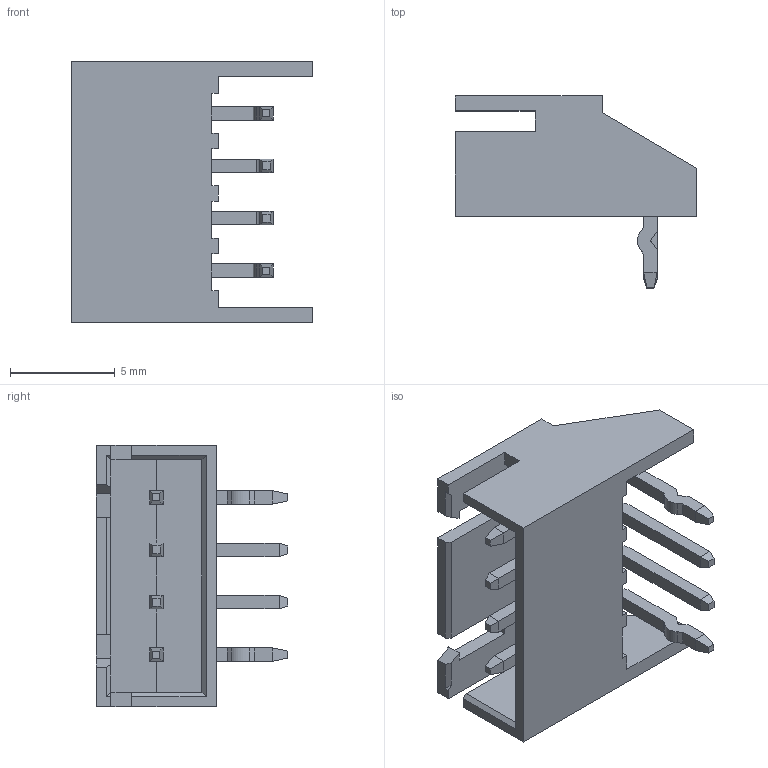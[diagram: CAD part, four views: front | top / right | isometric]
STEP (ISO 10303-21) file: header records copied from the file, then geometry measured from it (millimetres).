
FILE_DESCRIPTION((''),'2;1');
FILE_NAME('2317RJ-04_ASM','2020-12-02T15:16:27',('Acer'),(''),'CREO PARAMETRIC BY PTC INC, 2018100','CREO PARAMETRIC BY PTC INC, 2018100','');
FILE_SCHEMA(('CONFIG_CONTROL_DESIGN'));
Length unit declared in the file: millimetre
Products named in the file (4): 801-2317RJ-04; 802-0_5-K; 802-0_5-1; 2317RJ-04_ASM
Assembly tree (5 placements, depth 2):
  2317RJ-04_ASM
    801-2317RJ-04
    802-0_5-K  x2
    802-0_5-1  x2
Bounding box: 11.5 x 9.15 x 12.5 mm (x, y, z)
Volume: 275.7 mm3; surface area: 792.2 mm2
Topology: 5 solids, 5 shells, 168 faces, 452 edges, 290 vertices
Faces by surface type: plane 156, cylinder 12
Entity records: 4040 total; most frequent: CARTESIAN_POINT 707, ORIENTED_EDGE 696, DIRECTION 626, EDGE_CURVE 348, VECTOR 336, LINE 336, VERTEX_POINT 226, AXIS2_PLACEMENT_3D 145
